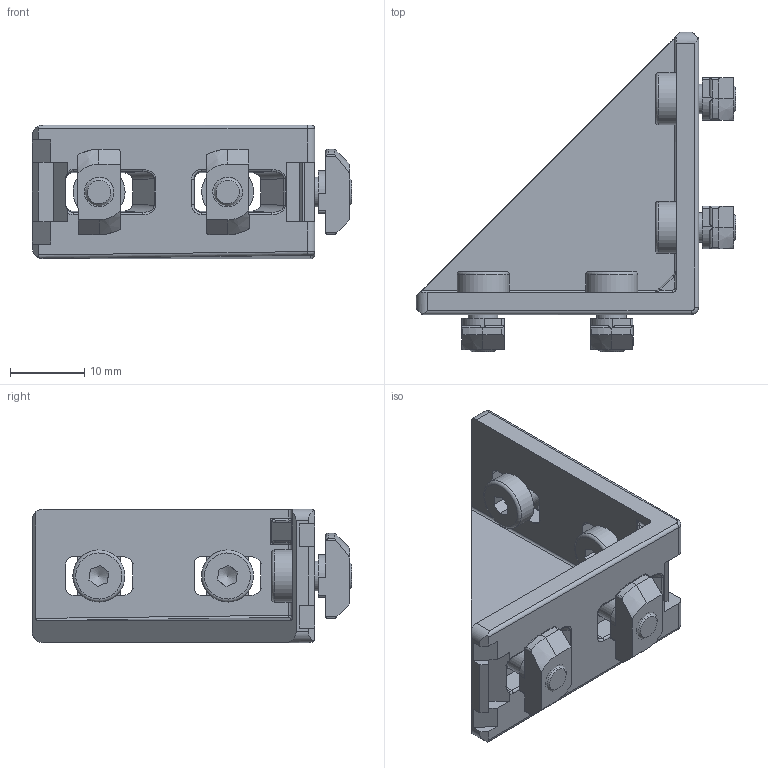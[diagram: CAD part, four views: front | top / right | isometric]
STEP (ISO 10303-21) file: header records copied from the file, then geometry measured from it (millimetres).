
FILE_DESCRIPTION(/* description */ ('Winkel 20x40'),/* implementation_level */ '2;1');
FILE_NAME(/* name */ 'Syskomp 462523520 Winkel 20x40 inkl Bef.stp',/* time_stamp */ '2014-01-15T07:57:00+01:00',/* author */ ('mstrom'),/* organization */ (''),/* preprocessor_version */ 'ST-DEVELOPER v15.2',/* originating_system */ 'Autodesk Inventor 2014',/* authorisation */ '0 mm^3');
FILE_SCHEMA (('AUTOMOTIVE_DESIGN { 1 0 10303 214 3 1 1 }'));
Length unit declared in the file: millimetre
Products named in the file (4): 462523517 Winkel 20x40; DIN 7984 - M4 x 8; Syskomp 462523135 Hammermutter N6 M4 verzinkt; 462523520 Winkel 20x40 inkl Bef
Bounding box: 43 x 43 x 18 mm (x, y, z)
Volume: 6312.9 mm3; surface area: 6200.5 mm2
Topology: 9 solids, 9 shells, 347 faces, 897 edges, 566 vertices
Faces by surface type: plane 170, cylinder 112, bspline 33, torus 16, cone 16
Full cylindrical faces by diameter (mm): 3.242 x4, 4 x4, 7 x4
Entity records: 6986 total; most frequent: CARTESIAN_POINT 2129, ORIENTED_EDGE 1012, DIRECTION 962, EDGE_CURVE 506, AXIS2_PLACEMENT_3D 337, VERTEX_POINT 321, LINE 288, VECTOR 288
